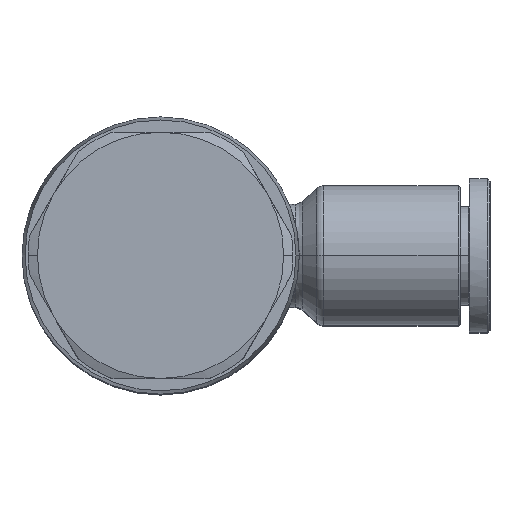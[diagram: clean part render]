
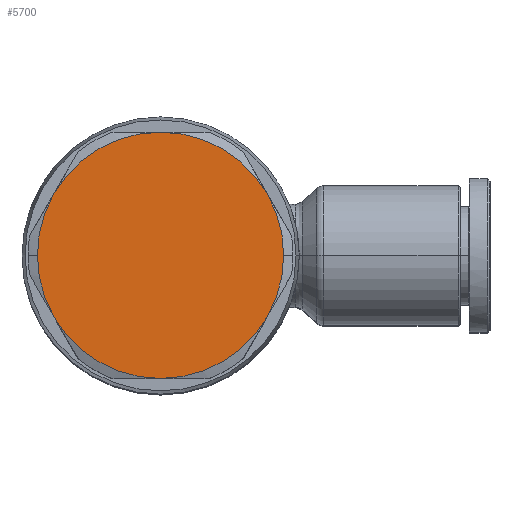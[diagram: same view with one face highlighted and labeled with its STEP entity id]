
A CAD part, top view. The second image highlights one B-rep face of the part: STEP entity #5700.
In plain terms, the highlighted planar face has unit normal (0, 0, 1).
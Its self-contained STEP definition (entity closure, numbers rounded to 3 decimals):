
#4624=CARTESIAN_POINT('',(-3.5,0.,16.));
#4625=VERTEX_POINT('',#4624);
#4633=CARTESIAN_POINT('',(-1.892,-6.,16.));
#4634=VERTEX_POINT('',#4633);
#4648=CARTESIAN_POINT('',(8.5,0.,16.));
#4649=DIRECTION('',(0.0,0.0,1.0));
#4650=DIRECTION('',(-1.0,0.0,0.0));
#4651=AXIS2_PLACEMENT_3D('',#4648,#4649,#4650);
#4652=CIRCLE('',#4651,12.);
#4653=EDGE_CURVE('',#4625,#4634,#4652,.T.);
#4663=CARTESIAN_POINT('',(20.5,0.,16.));
#4664=VERTEX_POINT('',#4663);
#4671=CARTESIAN_POINT('',(18.892,-6.,16.));
#4672=VERTEX_POINT('',#4671);
#4673=CARTESIAN_POINT('',(8.5,0.,16.));
#4674=DIRECTION('',(0.0,0.0,1.0));
#4675=DIRECTION('',(-1.0,0.0,0.0));
#4676=AXIS2_PLACEMENT_3D('',#4673,#4674,#4675);
#4677=CIRCLE('',#4676,12.);
#4678=EDGE_CURVE('',#4672,#4664,#4677,.T.);
#5030=CARTESIAN_POINT('',(8.5,-12.0,16.));
#5031=VERTEX_POINT('',#5030);
#5067=CARTESIAN_POINT('',(8.5,0.,16.));
#5068=DIRECTION('',(0.0,0.0,1.0));
#5069=DIRECTION('',(-1.0,0.0,0.0));
#5070=AXIS2_PLACEMENT_3D('',#5067,#5068,#5069);
#5071=CIRCLE('',#5070,12.);
#5072=EDGE_CURVE('',#5031,#4672,#5071,.T.);
#5119=CARTESIAN_POINT('',(8.5,0.,16.));
#5120=DIRECTION('',(0.0,0.0,1.0));
#5121=DIRECTION('',(-1.0,0.0,0.0));
#5122=AXIS2_PLACEMENT_3D('',#5119,#5120,#5121);
#5123=CIRCLE('',#5122,12.);
#5124=EDGE_CURVE('',#4634,#5031,#5123,.T.);
#5144=CARTESIAN_POINT('',(18.892,6.,16.));
#5145=VERTEX_POINT('',#5144);
#5159=CARTESIAN_POINT('',(8.5,0.,16.));
#5160=DIRECTION('',(0.0,0.0,1.0));
#5161=DIRECTION('',(-1.0,0.0,0.0));
#5162=AXIS2_PLACEMENT_3D('',#5159,#5160,#5161);
#5163=CIRCLE('',#5162,12.);
#5164=EDGE_CURVE('',#4664,#5145,#5163,.T.);
#5198=CARTESIAN_POINT('',(8.5,12.,16.));
#5199=VERTEX_POINT('',#5198);
#5213=CARTESIAN_POINT('',(8.5,0.,16.));
#5214=DIRECTION('',(0.0,0.0,1.0));
#5215=DIRECTION('',(-1.0,0.0,0.0));
#5216=AXIS2_PLACEMENT_3D('',#5213,#5214,#5215);
#5217=CIRCLE('',#5216,12.);
#5218=EDGE_CURVE('',#5145,#5199,#5217,.T.);
#5228=CARTESIAN_POINT('',(-1.892,6.,16.));
#5229=VERTEX_POINT('',#5228);
#5245=CARTESIAN_POINT('',(8.5,0.,16.));
#5246=DIRECTION('',(0.0,0.0,1.0));
#5247=DIRECTION('',(-1.0,0.0,0.0));
#5248=AXIS2_PLACEMENT_3D('',#5245,#5246,#5247);
#5249=CIRCLE('',#5248,12.);
#5250=EDGE_CURVE('',#5199,#5229,#5249,.T.);
#5283=CARTESIAN_POINT('',(8.5,0.,16.));
#5284=DIRECTION('',(0.0,0.0,1.0));
#5285=DIRECTION('',(-1.0,0.0,0.0));
#5286=AXIS2_PLACEMENT_3D('',#5283,#5284,#5285);
#5287=CIRCLE('',#5286,12.);
#5288=EDGE_CURVE('',#5229,#4625,#5287,.T.);
#5685=CARTESIAN_POINT('',(3.05,0.,16.));
#5686=DIRECTION('',(0.0,0.0,1.0));
#5687=DIRECTION('',(-1.0,0.0,0.0));
#5688=AXIS2_PLACEMENT_3D('',#5685,#5686,#5687);
#5689=PLANE('',#5688);
#5690=ORIENTED_EDGE('',*,*,#4678,.T.);
#5691=ORIENTED_EDGE('',*,*,#5164,.T.);
#5692=ORIENTED_EDGE('',*,*,#5218,.T.);
#5693=ORIENTED_EDGE('',*,*,#5250,.T.);
#5694=ORIENTED_EDGE('',*,*,#5288,.T.);
#5695=ORIENTED_EDGE('',*,*,#4653,.T.);
#5696=ORIENTED_EDGE('',*,*,#5124,.T.);
#5697=ORIENTED_EDGE('',*,*,#5072,.T.);
#5698=EDGE_LOOP('',(#5690,#5691,#5692,#5693,#5694,#5695,#5696,#5697));
#5699=FACE_OUTER_BOUND('',#5698,.T.);
#5700=ADVANCED_FACE('',(#5699),#5689,.T.);
